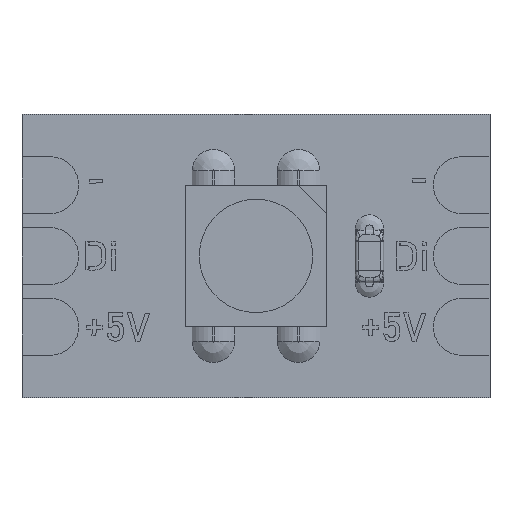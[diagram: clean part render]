
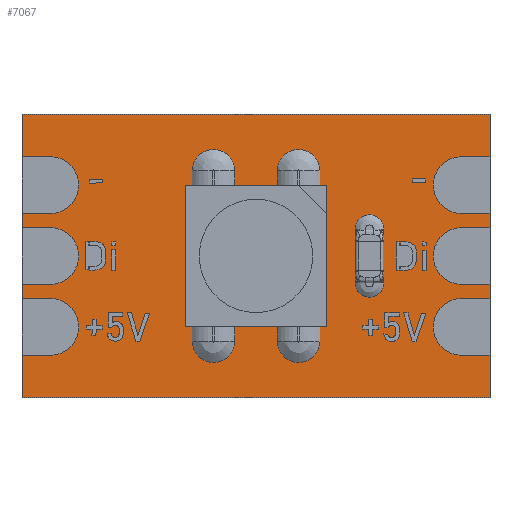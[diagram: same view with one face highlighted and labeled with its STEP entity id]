
A CAD part, top view. The second image highlights one B-rep face of the part: STEP entity #7067.
In plain terms, the highlighted planar face has unit normal (0, 0, 1).
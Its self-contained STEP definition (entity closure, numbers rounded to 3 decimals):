
#480=CIRCLE('',#7539,1.);
#482=CIRCLE('',#7544,1.);
#484=CIRCLE('',#7551,1.);
#486=CIRCLE('',#7556,1.);
#488=CIRCLE('',#7562,1.);
#490=CIRCLE('',#7569,1.);
#709=FACE_OUTER_BOUND('',#1145,.T.);
#1145=EDGE_LOOP('',(#4969,#4970,#4971,#4972,#4973,#4974,#4975,#4976,#4977,
#4978,#4979,#4980,#4981,#4982,#4983,#4984,#4985,#4986,#4987,#4988,#4989,
#4990,#4991,#4992,#4993,#4994,#4995,#4996));
#1599=LINE('',#9707,#2285);
#1603=LINE('',#9716,#2289);
#1608=LINE('',#9730,#2294);
#1613=LINE('',#9744,#2299);
#1617=LINE('',#9753,#2303);
#1621=LINE('',#9762,#2307);
#1626=LINE('',#9776,#2312);
#1631=LINE('',#9790,#2317);
#1635=LINE('',#9799,#2321);
#1640=LINE('',#9813,#2326);
#1644=LINE('',#9822,#2330);
#1648=LINE('',#9831,#2334);
#1653=LINE('',#9844,#2339);
#1657=LINE('',#9851,#2343);
#1658=LINE('',#9852,#2344);
#1659=LINE('',#9853,#2345);
#1660=LINE('',#9856,#2346);
#1664=LINE('',#9863,#2350);
#1665=LINE('',#9864,#2351);
#1666=LINE('',#9865,#2352);
#1668=LINE('',#9868,#2354);
#1670=LINE('',#9871,#2356);
#2285=VECTOR('',#8138,10.);
#2289=VECTOR('',#8144,10.);
#2294=VECTOR('',#8159,10.);
#2299=VECTOR('',#8172,10.);
#2303=VECTOR('',#8180,10.);
#2307=VECTOR('',#8186,10.);
#2312=VECTOR('',#8201,10.);
#2317=VECTOR('',#8214,10.);
#2321=VECTOR('',#8222,10.);
#2326=VECTOR('',#8235,10.);
#2330=VECTOR('',#8243,10.);
#2334=VECTOR('',#8249,10.);
#2339=VECTOR('',#8264,10.);
#2343=VECTOR('',#8268,10.);
#2344=VECTOR('',#8269,10.);
#2345=VECTOR('',#8270,10.);
#2346=VECTOR('',#8273,10.);
#2350=VECTOR('',#8277,10.);
#2351=VECTOR('',#8278,10.);
#2352=VECTOR('',#8279,10.);
#2354=VECTOR('',#8283,10.);
#2356=VECTOR('',#8287,10.);
#2947=VERTEX_POINT('',#9705);
#2948=VERTEX_POINT('',#9706);
#2951=VERTEX_POINT('',#9714);
#2952=VERTEX_POINT('',#9715);
#2955=VERTEX_POINT('',#9728);
#2956=VERTEX_POINT('',#9729);
#2959=VERTEX_POINT('',#9737);
#2961=VERTEX_POINT('',#9743);
#2963=VERTEX_POINT('',#9751);
#2964=VERTEX_POINT('',#9752);
#2967=VERTEX_POINT('',#9760);
#2968=VERTEX_POINT('',#9761);
#2971=VERTEX_POINT('',#9774);
#2972=VERTEX_POINT('',#9775);
#2975=VERTEX_POINT('',#9783);
#2977=VERTEX_POINT('',#9789);
#2979=VERTEX_POINT('',#9797);
#2980=VERTEX_POINT('',#9798);
#2983=VERTEX_POINT('',#9806);
#2985=VERTEX_POINT('',#9812);
#2987=VERTEX_POINT('',#9820);
#2988=VERTEX_POINT('',#9821);
#2991=VERTEX_POINT('',#9829);
#2992=VERTEX_POINT('',#9830);
#2995=VERTEX_POINT('',#9843);
#2998=VERTEX_POINT('',#9849);
#2999=VERTEX_POINT('',#9855);
#3002=VERTEX_POINT('',#9861);
#3675=EDGE_CURVE('',#2947,#2948,#1599,.T.);
#3679=EDGE_CURVE('',#2951,#2952,#1603,.T.);
#3683=EDGE_CURVE('',#2948,#2951,#480,.T.);
#3686=EDGE_CURVE('',#2955,#2956,#1608,.T.);
#3690=EDGE_CURVE('',#2959,#2955,#482,.T.);
#3693=EDGE_CURVE('',#2961,#2959,#1613,.T.);
#3697=EDGE_CURVE('',#2963,#2964,#1617,.T.);
#3701=EDGE_CURVE('',#2967,#2968,#1621,.T.);
#3705=EDGE_CURVE('',#2964,#2967,#484,.T.);
#3708=EDGE_CURVE('',#2971,#2972,#1626,.T.);
#3712=EDGE_CURVE('',#2975,#2971,#486,.T.);
#3715=EDGE_CURVE('',#2977,#2975,#1631,.T.);
#3719=EDGE_CURVE('',#2979,#2980,#1635,.T.);
#3723=EDGE_CURVE('',#2983,#2979,#488,.T.);
#3726=EDGE_CURVE('',#2985,#2983,#1640,.T.);
#3730=EDGE_CURVE('',#2987,#2988,#1644,.T.);
#3734=EDGE_CURVE('',#2991,#2992,#1648,.T.);
#3738=EDGE_CURVE('',#2988,#2991,#490,.T.);
#3741=EDGE_CURVE('',#2995,#2961,#1653,.T.);
#3745=EDGE_CURVE('',#2972,#2998,#1657,.T.);
#3746=EDGE_CURVE('',#2980,#2977,#1658,.T.);
#3747=EDGE_CURVE('',#2956,#2985,#1659,.T.);
#3748=EDGE_CURVE('',#2999,#2947,#1660,.T.);
#3752=EDGE_CURVE('',#2992,#3002,#1664,.T.);
#3753=EDGE_CURVE('',#2968,#2987,#1665,.T.);
#3754=EDGE_CURVE('',#2952,#2963,#1666,.T.);
#3756=EDGE_CURVE('',#2998,#2999,#1668,.T.);
#3758=EDGE_CURVE('',#3002,#2995,#1670,.T.);
#4969=ORIENTED_EDGE('',*,*,#3679,.T.);
#4970=ORIENTED_EDGE('',*,*,#3754,.T.);
#4971=ORIENTED_EDGE('',*,*,#3697,.T.);
#4972=ORIENTED_EDGE('',*,*,#3705,.T.);
#4973=ORIENTED_EDGE('',*,*,#3701,.T.);
#4974=ORIENTED_EDGE('',*,*,#3753,.T.);
#4975=ORIENTED_EDGE('',*,*,#3730,.T.);
#4976=ORIENTED_EDGE('',*,*,#3738,.T.);
#4977=ORIENTED_EDGE('',*,*,#3734,.T.);
#4978=ORIENTED_EDGE('',*,*,#3752,.T.);
#4979=ORIENTED_EDGE('',*,*,#3758,.T.);
#4980=ORIENTED_EDGE('',*,*,#3741,.T.);
#4981=ORIENTED_EDGE('',*,*,#3693,.T.);
#4982=ORIENTED_EDGE('',*,*,#3690,.T.);
#4983=ORIENTED_EDGE('',*,*,#3686,.T.);
#4984=ORIENTED_EDGE('',*,*,#3747,.T.);
#4985=ORIENTED_EDGE('',*,*,#3726,.T.);
#4986=ORIENTED_EDGE('',*,*,#3723,.T.);
#4987=ORIENTED_EDGE('',*,*,#3719,.T.);
#4988=ORIENTED_EDGE('',*,*,#3746,.T.);
#4989=ORIENTED_EDGE('',*,*,#3715,.T.);
#4990=ORIENTED_EDGE('',*,*,#3712,.T.);
#4991=ORIENTED_EDGE('',*,*,#3708,.T.);
#4992=ORIENTED_EDGE('',*,*,#3745,.T.);
#4993=ORIENTED_EDGE('',*,*,#3756,.T.);
#4994=ORIENTED_EDGE('',*,*,#3748,.T.);
#4995=ORIENTED_EDGE('',*,*,#3675,.T.);
#4996=ORIENTED_EDGE('',*,*,#3683,.T.);
#6784=PLANE('',#7576);
#7067=ADVANCED_FACE('',(#709),#6784,.T.);
#7539=AXIS2_PLACEMENT_3D('',#9723,#8150,#8151);
#7544=AXIS2_PLACEMENT_3D('',#9738,#8165,#8166);
#7551=AXIS2_PLACEMENT_3D('',#9769,#8192,#8193);
#7556=AXIS2_PLACEMENT_3D('',#9784,#8207,#8208);
#7562=AXIS2_PLACEMENT_3D('',#9807,#8228,#8229);
#7569=AXIS2_PLACEMENT_3D('',#9838,#8255,#8256);
#7576=AXIS2_PLACEMENT_3D('',#9872,#8288,#8289);
#8138=DIRECTION('',(-1.,0.,0.));
#8144=DIRECTION('',(1.,0.,0.));
#8150=DIRECTION('center_axis',(0.,0.,-1.));
#8151=DIRECTION('ref_axis',(0.,1.,0.));
#8159=DIRECTION('',(-1.,0.,0.));
#8165=DIRECTION('center_axis',(0.,0.,-1.));
#8166=DIRECTION('ref_axis',(0.,-1.,0.));
#8172=DIRECTION('',(1.,0.,0.));
#8180=DIRECTION('',(-1.,0.,0.));
#8186=DIRECTION('',(1.,0.,0.));
#8192=DIRECTION('center_axis',(0.,0.,-1.));
#8193=DIRECTION('ref_axis',(0.,1.,0.));
#8201=DIRECTION('',(-1.,0.,0.));
#8207=DIRECTION('center_axis',(0.,0.,-1.));
#8208=DIRECTION('ref_axis',(0.,-1.,0.));
#8214=DIRECTION('',(1.,0.,0.));
#8222=DIRECTION('',(-1.,0.,0.));
#8228=DIRECTION('center_axis',(0.,0.,-1.));
#8229=DIRECTION('ref_axis',(0.,-1.,0.));
#8235=DIRECTION('',(1.,0.,0.));
#8243=DIRECTION('',(-1.,0.,0.));
#8249=DIRECTION('',(1.,0.,0.));
#8255=DIRECTION('center_axis',(0.,0.,-1.));
#8256=DIRECTION('ref_axis',(0.,1.,0.));
#8264=DIRECTION('',(0.,-1.,0.));
#8268=DIRECTION('',(0.,-1.,0.));
#8269=DIRECTION('',(0.,-1.,0.));
#8270=DIRECTION('',(0.,-1.,0.));
#8273=DIRECTION('',(0.,1.,0.));
#8277=DIRECTION('',(0.,1.,0.));
#8278=DIRECTION('',(0.,1.,0.));
#8279=DIRECTION('',(0.,1.,0.));
#8283=DIRECTION('',(1.,0.,0.));
#8287=DIRECTION('',(-1.,0.,0.));
#8288=DIRECTION('center_axis',(0.,0.,1.));
#8289=DIRECTION('ref_axis',(1.,0.,0.));
#9705=CARTESIAN_POINT('',(8.25,-3.5,0.3));
#9706=CARTESIAN_POINT('',(7.25,-3.5,0.3));
#9707=CARTESIAN_POINT('',(4.125,-3.5,0.3));
#9714=CARTESIAN_POINT('',(7.25,-1.5,0.3));
#9715=CARTESIAN_POINT('',(8.25,-1.5,0.3));
#9716=CARTESIAN_POINT('',(3.625,-1.5,0.3));
#9723=CARTESIAN_POINT('Origin',(7.25,-2.5,0.3));
#9728=CARTESIAN_POINT('',(-7.25,1.5,0.3));
#9729=CARTESIAN_POINT('',(-8.25,1.5,0.3));
#9730=CARTESIAN_POINT('',(-3.625,1.5,0.3));
#9737=CARTESIAN_POINT('',(-7.25,3.5,0.3));
#9738=CARTESIAN_POINT('Origin',(-7.25,2.5,0.3));
#9743=CARTESIAN_POINT('',(-8.25,3.5,0.3));
#9744=CARTESIAN_POINT('',(-4.125,3.5,0.3));
#9751=CARTESIAN_POINT('',(8.25,-1.,0.3));
#9752=CARTESIAN_POINT('',(7.25,-1.,0.3));
#9753=CARTESIAN_POINT('',(4.125,-1.,0.3));
#9760=CARTESIAN_POINT('',(7.25,1.,0.3));
#9761=CARTESIAN_POINT('',(8.25,1.,0.3));
#9762=CARTESIAN_POINT('',(3.625,1.,0.3));
#9769=CARTESIAN_POINT('Origin',(7.25,0.,0.3));
#9774=CARTESIAN_POINT('',(-7.25,-3.5,0.3));
#9775=CARTESIAN_POINT('',(-8.25,-3.5,0.3));
#9776=CARTESIAN_POINT('',(-3.625,-3.5,0.3));
#9783=CARTESIAN_POINT('',(-7.25,-1.5,0.3));
#9784=CARTESIAN_POINT('Origin',(-7.25,-2.5,0.3));
#9789=CARTESIAN_POINT('',(-8.25,-1.5,0.3));
#9790=CARTESIAN_POINT('',(-4.125,-1.5,0.3));
#9797=CARTESIAN_POINT('',(-7.25,-1.,0.3));
#9798=CARTESIAN_POINT('',(-8.25,-1.,0.3));
#9799=CARTESIAN_POINT('',(-3.625,-1.,0.3));
#9806=CARTESIAN_POINT('',(-7.25,1.,0.3));
#9807=CARTESIAN_POINT('Origin',(-7.25,0.,0.3));
#9812=CARTESIAN_POINT('',(-8.25,1.,0.3));
#9813=CARTESIAN_POINT('',(-4.125,1.,0.3));
#9820=CARTESIAN_POINT('',(8.25,1.5,0.3));
#9821=CARTESIAN_POINT('',(7.25,1.5,0.3));
#9822=CARTESIAN_POINT('',(4.125,1.5,0.3));
#9829=CARTESIAN_POINT('',(7.25,3.5,0.3));
#9830=CARTESIAN_POINT('',(8.25,3.5,0.3));
#9831=CARTESIAN_POINT('',(3.625,3.5,0.3));
#9838=CARTESIAN_POINT('Origin',(7.25,2.5,0.3));
#9843=CARTESIAN_POINT('',(-8.25,5.,0.3));
#9844=CARTESIAN_POINT('',(-8.25,5.,0.3));
#9849=CARTESIAN_POINT('',(-8.25,-5.,0.3));
#9851=CARTESIAN_POINT('',(-8.25,5.,0.3));
#9852=CARTESIAN_POINT('',(-8.25,5.,0.3));
#9853=CARTESIAN_POINT('',(-8.25,5.,0.3));
#9855=CARTESIAN_POINT('',(8.25,-5.,0.3));
#9856=CARTESIAN_POINT('',(8.25,-5.,0.3));
#9861=CARTESIAN_POINT('',(8.25,5.,0.3));
#9863=CARTESIAN_POINT('',(8.25,-5.,0.3));
#9864=CARTESIAN_POINT('',(8.25,-5.,0.3));
#9865=CARTESIAN_POINT('',(8.25,-5.,0.3));
#9868=CARTESIAN_POINT('',(-8.25,-5.,0.3));
#9871=CARTESIAN_POINT('',(8.25,5.,0.3));
#9872=CARTESIAN_POINT('Origin',(0.,0.,0.3));
